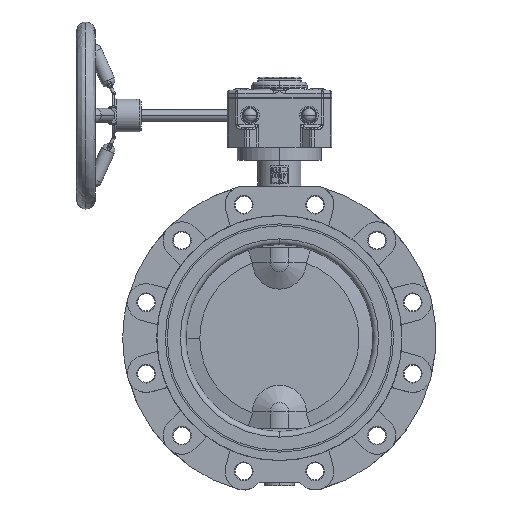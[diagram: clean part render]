
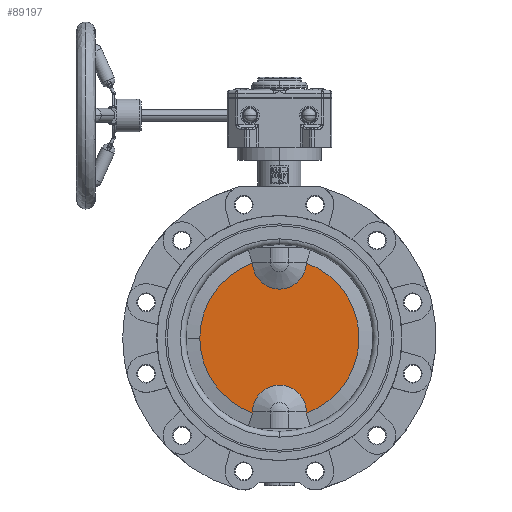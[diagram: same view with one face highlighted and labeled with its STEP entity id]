
A CAD part, top view. The second image highlights one B-rep face of the part: STEP entity #89197.
In plain terms, the highlighted planar face has unit normal (0, 0, 1).
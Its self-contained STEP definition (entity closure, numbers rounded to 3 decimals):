
#4600 = CARTESIAN_POINT ( 'NONE',  ( -85.135, 0., 6.5 ) ) ;
#4804 = CARTESIAN_POINT ( 'NONE',  ( 28.729, 80.142, 6.5 ) ) ;
#5117 = CARTESIAN_POINT ( 'NONE',  ( -28.742, -79., 6.5 ) ) ;
#6199 = DIRECTION ( 'NONE',  ( 0., 1., 0. ) ) ;
#7144 = ORIENTED_EDGE ( 'NONE', *, *, #75148, .T. ) ;
#7514 = CARTESIAN_POINT ( 'NONE',  ( 28.742, -79., 6.5 ) ) ;
#7877 = DIRECTION ( 'NONE',  ( 0., 0., 1. ) ) ;
#8153 = VERTEX_POINT ( 'NONE', #5117 ) ;
#9895 = CARTESIAN_POINT ( 'NONE',  ( 28.742, -80.137, 6.5 ) ) ;
#10198 = ORIENTED_EDGE ( 'NONE', *, *, #47624, .T. ) ;
#11118 = DIRECTION ( 'NONE',  ( 0., 0., 1. ) ) ;
#11559 = PLANE ( 'NONE',  #33101 ) ;
#12954 = VERTEX_POINT ( 'NONE', #4804 ) ;
#15599 = LINE ( 'NONE', #45467, #22697 ) ;
#16624 = DIRECTION ( 'NONE',  ( 0., 1., 0. ) ) ;
#17542 = EDGE_CURVE ( 'NONE', #37552, #12954, #54426, .T. ) ;
#22238 = CARTESIAN_POINT ( 'NONE',  ( 0., 0., 6.5 ) ) ;
#22697 = VECTOR ( 'NONE', #16624, 1000. ) ;
#24291 = CIRCLE ( 'NONE', #70187, 28.742 ) ;
#27989 = ORIENTED_EDGE ( 'NONE', *, *, #32837, .T. ) ;
#30667 = CARTESIAN_POINT ( 'NONE',  ( 0., 0., 6.5 ) ) ;
#30773 = VERTEX_POINT ( 'NONE', #9895 ) ;
#32837 = EDGE_CURVE ( 'NONE', #30773, #12954, #57000, .T. ) ;
#33101 = AXIS2_PLACEMENT_3D ( 'NONE', #4600, #35341, #87833 ) ;
#34291 = VERTEX_POINT ( 'NONE', #7514 ) ;
#35341 = DIRECTION ( 'NONE',  ( 0., 0., -1. ) ) ;
#37552 = VERTEX_POINT ( 'NONE', #96860 ) ;
#37703 = CARTESIAN_POINT ( 'NONE',  ( 0., 81., 6.5 ) ) ;
#40550 = CARTESIAN_POINT ( 'NONE',  ( 0., -79., 6.5 ) ) ;
#40876 = DIRECTION ( 'NONE',  ( -1., 0., 0. ) ) ;
#40949 = DIRECTION ( 'NONE',  ( 1., 0., 0. ) ) ;
#43936 = CIRCLE ( 'NONE', #74394, 85.135 ) ;
#45467 = CARTESIAN_POINT ( 'NONE',  ( -28.742, 0., 6.5 ) ) ;
#47624 = EDGE_CURVE ( 'NONE', #37552, #50513, #57024, .T. ) ;
#47920 = CARTESIAN_POINT ( 'NONE',  ( 0., 0., 6.5 ) ) ;
#49534 = CARTESIAN_POINT ( 'NONE',  ( -28.742, -80.137, 6.5 ) ) ;
#49641 = VERTEX_POINT ( 'NONE', #49534 ) ;
#50513 = VERTEX_POINT ( 'NONE', #77148 ) ;
#51829 = VECTOR ( 'NONE', #6199, 1000. ) ;
#54426 = CIRCLE ( 'NONE', #58999, 28.742 ) ;
#57000 = CIRCLE ( 'NONE', #81943, 85.135 ) ;
#57024 = CIRCLE ( 'NONE', #62332, 85.135 ) ;
#58851 = DIRECTION ( 'NONE',  ( 0., 0., 1. ) ) ;
#58999 = AXIS2_PLACEMENT_3D ( 'NONE', #37703, #58851, #96491 ) ;
#60650 = EDGE_CURVE ( 'NONE', #30773, #34291, #66063, .T. ) ;
#61106 = DIRECTION ( 'NONE',  ( 1., 0., 0. ) ) ;
#62332 = AXIS2_PLACEMENT_3D ( 'NONE', #47920, #70049, #40949 ) ;
#66063 = LINE ( 'NONE', #97738, #51829 ) ;
#67296 = EDGE_CURVE ( 'NONE', #49641, #8153, #15599, .T. ) ;
#70049 = DIRECTION ( 'NONE',  ( 0., 0., 1. ) ) ;
#70187 = AXIS2_PLACEMENT_3D ( 'NONE', #40550, #11118, #40876 ) ;
#71200 = EDGE_LOOP ( 'NONE', ( #71956, #27989, #86544, #10198, #7144, #94932, #79242 ) ) ;
#71956 = ORIENTED_EDGE ( 'NONE', *, *, #60650, .F. ) ;
#73806 = FACE_OUTER_BOUND ( 'NONE', #71200, .T. ) ;
#74394 = AXIS2_PLACEMENT_3D ( 'NONE', #30667, #7877, #61106 ) ;
#75148 = EDGE_CURVE ( 'NONE', #50513, #49641, #43936, .T. ) ;
#77148 = CARTESIAN_POINT ( 'NONE',  ( -85.135, 0., 6.5 ) ) ;
#77755 = EDGE_CURVE ( 'NONE', #34291, #8153, #24291, .T. ) ;
#79242 = ORIENTED_EDGE ( 'NONE', *, *, #77755, .F. ) ;
#81943 = AXIS2_PLACEMENT_3D ( 'NONE', #22238, #83058, #82428 ) ;
#82428 = DIRECTION ( 'NONE',  ( 1., 0., 0. ) ) ;
#83058 = DIRECTION ( 'NONE',  ( 0., 0., 1. ) ) ;
#86544 = ORIENTED_EDGE ( 'NONE', *, *, #17542, .F. ) ;
#87833 = DIRECTION ( 'NONE',  ( -1., 0., 0. ) ) ;
#89197 = ADVANCED_FACE ( 'NONE', ( #73806 ), #11559, .F. ) ;
#94932 = ORIENTED_EDGE ( 'NONE', *, *, #67296, .T. ) ;
#96491 = DIRECTION ( 'NONE',  ( -1., 0., 0. ) ) ;
#96860 = CARTESIAN_POINT ( 'NONE',  ( -28.729, 80.142, 6.5 ) ) ;
#97738 = CARTESIAN_POINT ( 'NONE',  ( 28.742, 0., 6.5 ) ) ;
